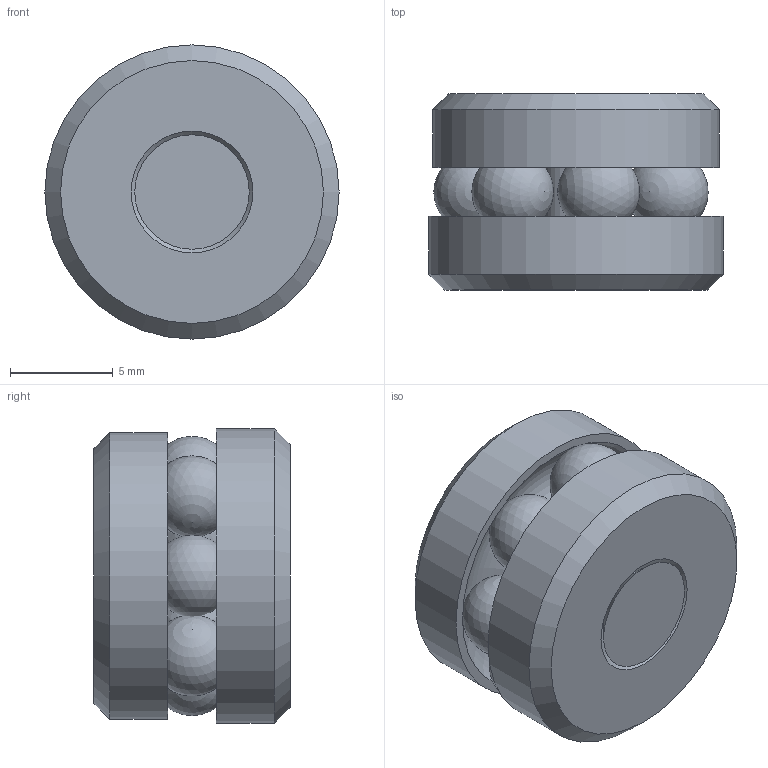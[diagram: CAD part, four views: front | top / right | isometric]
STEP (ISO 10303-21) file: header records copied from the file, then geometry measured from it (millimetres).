
FILE_DESCRIPTION (( 'STEP AP203' ), '1' );
FILE_NAME ('T-114RG_T-114RG-0009.step', '2016-02-04T15:34:08', ( '' ), ( '' ), 'SwSTEP 2.0', 'SolidWorks 2016', '' );
FILE_SCHEMA (( 'CONFIG_CONTROL_DESIGN' ));
Length unit declared in the file: inch
Products named in the file (1): T-114RG_T-114RG-0009
Bounding box: 14.29 x 9.53 x 14.29 mm (x, y, z)
Volume: 1218.5 mm3; surface area: 1472.2 mm2
Topology: 10 solids, 10 shells, 28 faces, 54 edges, 34 vertices
Faces by surface type: plane 8, sphere 7, cone 6, cylinder 5, torus 2
Full cylindrical faces by diameter (mm): 3.175 x1, 3.429 x2, 13.932 x1, 14.287 x1
Entity records: 553 total; most frequent: DIRECTION 98, CARTESIAN_POINT 69, AXIS2_PLACEMENT_3D 49, ORIENTED_EDGE 40, EDGE_LOOP 40, FACE_OUTER_BOUND 28, ADVANCED_FACE 28, CIRCLE 20
